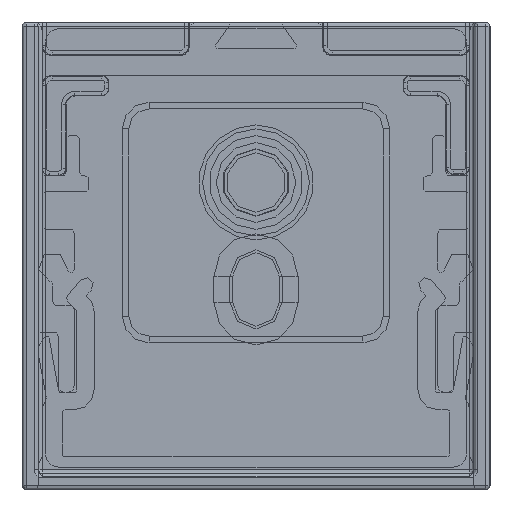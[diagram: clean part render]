
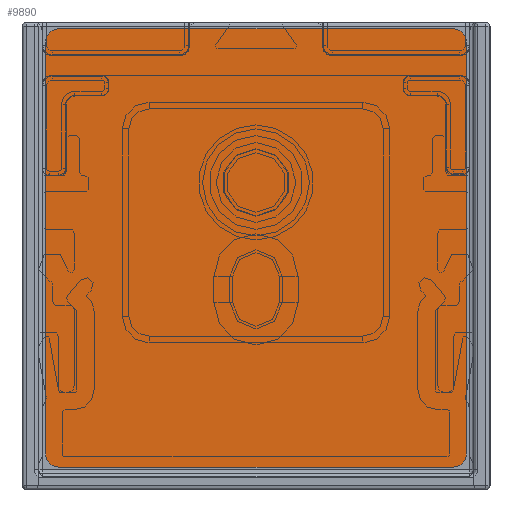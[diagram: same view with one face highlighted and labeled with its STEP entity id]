
A CAD part, front view. The second image highlights one B-rep face of the part: STEP entity #9890.
In plain terms, the highlighted planar face has unit normal (0, -1, 0).
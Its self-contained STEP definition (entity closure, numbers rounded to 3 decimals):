
#346=PLANE('',#11084);
#1122=LINE('',#18501,#1909);
#1128=LINE('',#18522,#1915);
#1132=LINE('',#18533,#1919);
#1133=LINE('',#18535,#1920);
#1909=VECTOR('',#14170,10.);
#1915=VECTOR('',#14190,10.);
#1919=VECTOR('',#14204,10.);
#1920=VECTOR('',#14207,10.);
#2483=FACE_OUTER_BOUND('',#3076,.T.);
#3076=EDGE_LOOP('',(#9047,#9048,#9049,#9050,#9051,#9052,#9053,#9054));
#3706=CIRCLE('',#11068,1.);
#3711=CIRCLE('',#11076,1.);
#3712=CIRCLE('',#11079,1.);
#3713=CIRCLE('',#11081,1.);
#4659=VERTEX_POINT('',#18488);
#4660=VERTEX_POINT('',#18489);
#4664=VERTEX_POINT('',#18499);
#4670=VERTEX_POINT('',#18515);
#4671=VERTEX_POINT('',#18516);
#4672=VERTEX_POINT('',#18521);
#4673=VERTEX_POINT('',#18525);
#4674=VERTEX_POINT('',#18529);
#6111=EDGE_CURVE('',#4659,#4660,#3706,.T.);
#6117=EDGE_CURVE('',#4664,#4659,#1122,.T.);
#6124=EDGE_CURVE('',#4670,#4671,#3711,.T.);
#6127=EDGE_CURVE('',#4671,#4672,#1128,.T.);
#6129=EDGE_CURVE('',#4672,#4673,#3712,.T.);
#6131=EDGE_CURVE('',#4674,#4664,#3713,.T.);
#6133=EDGE_CURVE('',#4660,#4670,#1132,.T.);
#6134=EDGE_CURVE('',#4673,#4674,#1133,.T.);
#9047=ORIENTED_EDGE('',*,*,#6111,.F.);
#9048=ORIENTED_EDGE('',*,*,#6117,.F.);
#9049=ORIENTED_EDGE('',*,*,#6131,.F.);
#9050=ORIENTED_EDGE('',*,*,#6134,.F.);
#9051=ORIENTED_EDGE('',*,*,#6129,.F.);
#9052=ORIENTED_EDGE('',*,*,#6127,.F.);
#9053=ORIENTED_EDGE('',*,*,#6124,.F.);
#9054=ORIENTED_EDGE('',*,*,#6133,.F.);
#9890=ADVANCED_FACE('',(#2483),#346,.T.);
#11068=AXIS2_PLACEMENT_3D('',#18490,#14160,#14161);
#11076=AXIS2_PLACEMENT_3D('',#18517,#14184,#14185);
#11079=AXIS2_PLACEMENT_3D('',#18526,#14194,#14195);
#11081=AXIS2_PLACEMENT_3D('',#18530,#14199,#14200);
#11084=AXIS2_PLACEMENT_3D('',#18536,#14208,#14209);
#14160=DIRECTION('center_axis',(0.,1.,0.));
#14161=DIRECTION('ref_axis',(-0.707,0.,-0.707));
#14170=DIRECTION('',(-1.,0.,0.));
#14184=DIRECTION('center_axis',(0.,1.,0.));
#14185=DIRECTION('ref_axis',(-0.707,0.,0.707));
#14190=DIRECTION('',(1.,0.,0.));
#14194=DIRECTION('center_axis',(0.,1.,0.));
#14195=DIRECTION('ref_axis',(0.707,0.,0.707));
#14199=DIRECTION('center_axis',(0.,1.,0.));
#14200=DIRECTION('ref_axis',(0.707,0.,-0.707));
#14204=DIRECTION('',(0.,0.,1.));
#14207=DIRECTION('',(0.,0.,-1.));
#14208=DIRECTION('center_axis',(0.,-1.,0.));
#14209=DIRECTION('ref_axis',(-1.,0.,0.));
#18488=CARTESIAN_POINT('',(-14.75,-2107.8,-33.3));
#18489=CARTESIAN_POINT('',(-15.75,-2107.8,-32.3));
#18490=CARTESIAN_POINT('Origin',(-14.75,-2107.8,-32.3));
#18499=CARTESIAN_POINT('',(14.75,-2107.8,-33.3));
#18501=CARTESIAN_POINT('',(-15.75,-2107.8,-33.3));
#18515=CARTESIAN_POINT('',(-15.75,-2107.8,-1.5));
#18516=CARTESIAN_POINT('',(-14.75,-2107.8,-0.5));
#18517=CARTESIAN_POINT('Origin',(-14.75,-2107.8,-1.5));
#18521=CARTESIAN_POINT('',(14.75,-2107.8,-0.5));
#18522=CARTESIAN_POINT('',(15.75,-2107.8,-0.5));
#18525=CARTESIAN_POINT('',(15.75,-2107.8,-1.5));
#18526=CARTESIAN_POINT('Origin',(14.75,-2107.8,-1.5));
#18529=CARTESIAN_POINT('',(15.75,-2107.8,-32.3));
#18530=CARTESIAN_POINT('Origin',(14.75,-2107.8,-32.3));
#18533=CARTESIAN_POINT('',(-15.75,-2107.8,-0.5));
#18535=CARTESIAN_POINT('',(15.75,-2107.8,-33.3));
#18536=CARTESIAN_POINT('Origin',(0.,-2107.8,-16.9));
